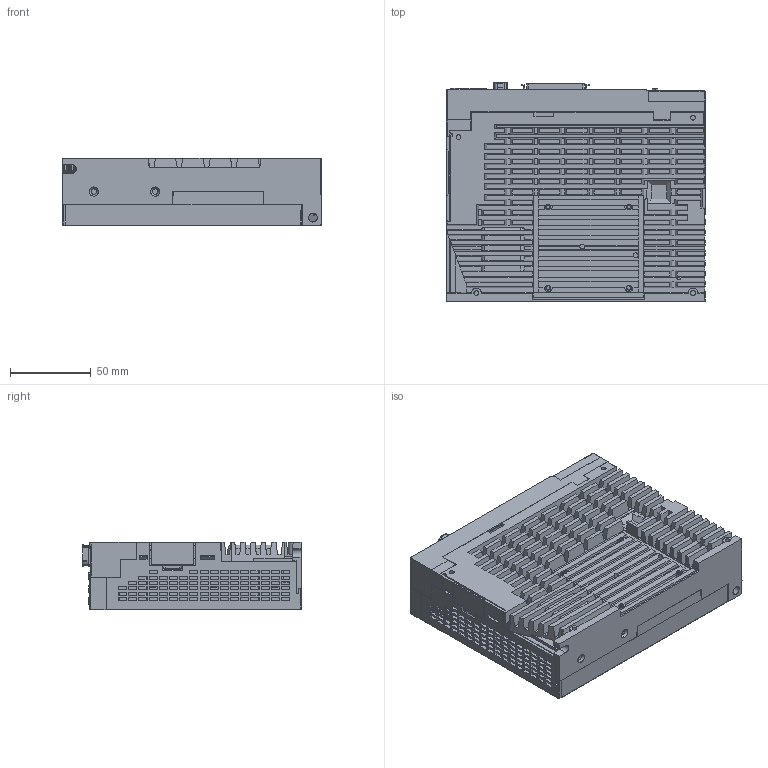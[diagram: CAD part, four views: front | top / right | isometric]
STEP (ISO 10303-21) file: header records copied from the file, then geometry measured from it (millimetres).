
FILE_DESCRIPTION((''),'2;1');
FILE_NAME('10','2021-09-15T',('Administrator'),(''),'PRO/ENGINEER BY PARAMETRIC TECHNOLOGY CORPORATION, 2010280','PRO/ENGINEER BY PARAMETRIC TECHNOLOGY CORPORATION, 2010280','');
FILE_SCHEMA(('CONFIG_CONTROL_DESIGN'));
Products named in the file (1): 10
Bounding box: 160.04 x 135.16 x 42.03 mm (x, y, z)
Volume: 678445.8 mm3; surface area: 193423.7 mm2
Topology: 7 solids, 10 shells, 3702 faces, 10768 edges, 7140 vertices
Faces by surface type: plane 2926, cylinder 607, bspline 104, cone 37, extrusion 18, sphere 6, torus 4
Entity records: 163881 total; most frequent: CARTESIAN_POINT 68146, ORIENTED_EDGE 21524, DIRECTION 17168, EDGE_CURVE 10762, VECTOR 8426, LINE 8408, VERTEX_POINT 7140, AXIS2_PLACEMENT_3D 4371
